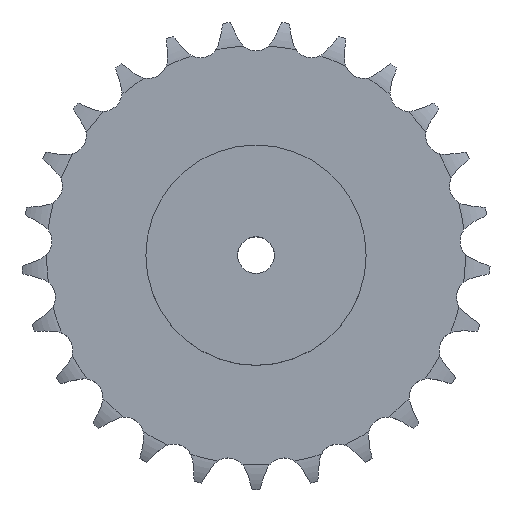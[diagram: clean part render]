
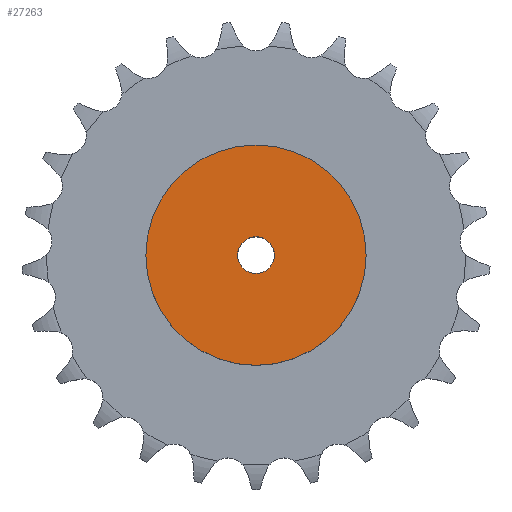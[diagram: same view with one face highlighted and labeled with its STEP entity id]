
A CAD part, top view. The second image highlights one B-rep face of the part: STEP entity #27263.
In plain terms, the highlighted planar face has unit normal (0, 0, 1).
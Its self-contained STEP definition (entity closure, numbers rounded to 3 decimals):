
#3417 = CYLINDRICAL_SURFACE('',#3418,75.);
#3418 = AXIS2_PLACEMENT_3D('',#3419,#3420,#3421);
#3419 = CARTESIAN_POINT('',(0.,0.,0.));
#3420 = DIRECTION('',(-0.,-0.,-1.));
#3421 = DIRECTION('',(1.,0.,0.));
#17314 = VERTEX_POINT('',#17315);
#17315 = CARTESIAN_POINT('',(75.,0.,60.));
#17336 = EDGE_CURVE('',#17314,#17314,#17337,.T.);
#17337 = SURFACE_CURVE('',#17338,(#17343,#17350),.PCURVE_S1.);
#17338 = CIRCLE('',#17339,75.);
#17339 = AXIS2_PLACEMENT_3D('',#17340,#17341,#17342);
#17340 = CARTESIAN_POINT('',(0.,0.,60.));
#17341 = DIRECTION('',(0.,0.,1.));
#17342 = DIRECTION('',(1.,0.,0.));
#17343 = PCURVE('',#3417,#17344);
#17344 = DEFINITIONAL_REPRESENTATION('',(#17345),#17349);
#17345 = LINE('',#17346,#17347);
#17346 = CARTESIAN_POINT('',(-0.,-60.));
#17347 = VECTOR('',#17348,1.);
#17348 = DIRECTION('',(-1.,0.));
#17349 = ( GEOMETRIC_REPRESENTATION_CONTEXT(2) 
PARAMETRIC_REPRESENTATION_CONTEXT() REPRESENTATION_CONTEXT('2D SPACE',''
  ) );
#17350 = PCURVE('',#17351,#17356);
#17351 = PLANE('',#17352);
#17352 = AXIS2_PLACEMENT_3D('',#17353,#17354,#17355);
#17353 = CARTESIAN_POINT('',(0.,0.,60.)
  );
#17354 = DIRECTION('',(0.,0.,1.));
#17355 = DIRECTION('',(1.,0.,0.));
#17356 = DEFINITIONAL_REPRESENTATION('',(#17357),#17361);
#17357 = CIRCLE('',#17358,75.);
#17358 = AXIS2_PLACEMENT_2D('',#17359,#17360);
#17359 = CARTESIAN_POINT('',(0.,0.));
#17360 = DIRECTION('',(1.,0.));
#17361 = ( GEOMETRIC_REPRESENTATION_CONTEXT(2) 
PARAMETRIC_REPRESENTATION_CONTEXT() REPRESENTATION_CONTEXT('2D SPACE',''
  ) );
#23196 = CYLINDRICAL_SURFACE('',#23197,12.5);
#23197 = AXIS2_PLACEMENT_3D('',#23198,#23199,#23200);
#23198 = CARTESIAN_POINT('',(0.,0.,488.877));
#23199 = DIRECTION('',(0.,0.,1.));
#23200 = DIRECTION('',(1.,0.,0.));
#27263 = ADVANCED_FACE('',(#27264,#27267),#17351,.T.);
#27264 = FACE_BOUND('',#27265,.T.);
#27265 = EDGE_LOOP('',(#27266));
#27266 = ORIENTED_EDGE('',*,*,#17336,.T.);
#27267 = FACE_BOUND('',#27268,.T.);
#27268 = EDGE_LOOP('',(#27269));
#27269 = ORIENTED_EDGE('',*,*,#27270,.F.);
#27270 = EDGE_CURVE('',#27271,#27271,#27273,.T.);
#27271 = VERTEX_POINT('',#27272);
#27272 = CARTESIAN_POINT('',(12.5,0.,60.));
#27273 = SURFACE_CURVE('',#27274,(#27279,#27286),.PCURVE_S1.);
#27274 = CIRCLE('',#27275,12.5);
#27275 = AXIS2_PLACEMENT_3D('',#27276,#27277,#27278);
#27276 = CARTESIAN_POINT('',(0.,0.,60.));
#27277 = DIRECTION('',(0.,0.,1.));
#27278 = DIRECTION('',(1.,0.,0.));
#27279 = PCURVE('',#17351,#27280);
#27280 = DEFINITIONAL_REPRESENTATION('',(#27281),#27285);
#27281 = CIRCLE('',#27282,12.5);
#27282 = AXIS2_PLACEMENT_2D('',#27283,#27284);
#27283 = CARTESIAN_POINT('',(0.,0.));
#27284 = DIRECTION('',(1.,0.));
#27285 = ( GEOMETRIC_REPRESENTATION_CONTEXT(2) 
PARAMETRIC_REPRESENTATION_CONTEXT() REPRESENTATION_CONTEXT('2D SPACE',''
  ) );
#27286 = PCURVE('',#23196,#27287);
#27287 = DEFINITIONAL_REPRESENTATION('',(#27288),#27292);
#27288 = LINE('',#27289,#27290);
#27289 = CARTESIAN_POINT('',(0.,-428.877));
#27290 = VECTOR('',#27291,1.);
#27291 = DIRECTION('',(1.,0.));
#27292 = ( GEOMETRIC_REPRESENTATION_CONTEXT(2) 
PARAMETRIC_REPRESENTATION_CONTEXT() REPRESENTATION_CONTEXT('2D SPACE',''
  ) );
